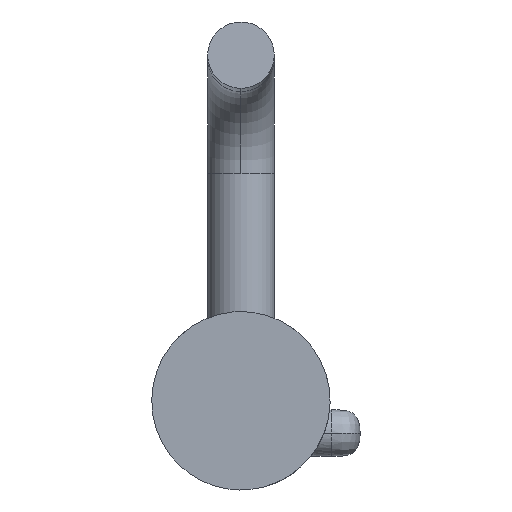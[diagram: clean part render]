
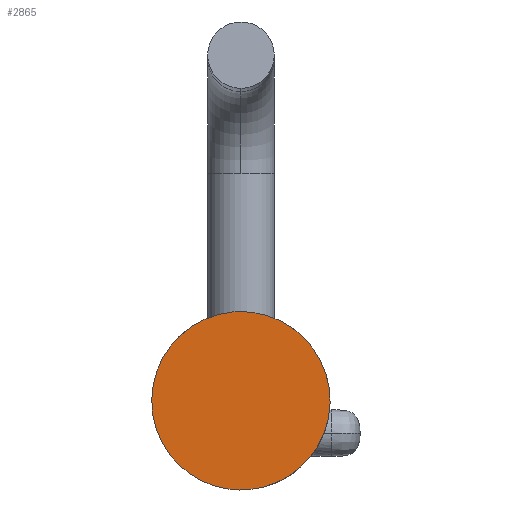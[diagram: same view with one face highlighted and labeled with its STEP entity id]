
A CAD part, front view. The second image highlights one B-rep face of the part: STEP entity #2865.
In plain terms, the highlighted planar face has unit normal (0, -1, 0).
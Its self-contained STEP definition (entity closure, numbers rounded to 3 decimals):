
#6 = CARTESIAN_POINT ( 'NONE',  ( -2.916, 0., -30.623 ) ) ;
#31 = CARTESIAN_POINT ( 'NONE',  ( 28.86, 0., -17.233 ) ) ;
#213 = VERTEX_POINT ( 'NONE', #4260 ) ;
#554 = EDGE_CURVE ( 'NONE', #213, #1060, #5042, .T. ) ;
#770 = CARTESIAN_POINT ( 'NONE',  ( -3.758, 0., -30.519 ) ) ;
#1060 = VERTEX_POINT ( 'NONE', #770 ) ;
#1499 = B_SPLINE_CURVE_WITH_KNOTS ( 'NONE', 3,
 ( #4904, #2604, #1675, #4459, #5812, #3560, #1755, #2155, #4868, #2189 ),
 .UNSPECIFIED., .F., .F.,
 ( 4, 1, 1, 1, 1, 2, 4 ),
 ( 0., 0.002, 0.005, 0.007, 0.01, 0.048, 0.096 ),
 .UNSPECIFIED. ) ;
#1675 = CARTESIAN_POINT ( 'NONE',  ( -6.26, 0., -30.142 ) ) ;
#1730 = DIRECTION ( 'NONE',  ( 0., 1., 0. ) ) ;
#1755 = CARTESIAN_POINT ( 'NONE',  ( -32.179, 0., -9.717 ) ) ;
#1889 = CARTESIAN_POINT ( 'NONE',  ( 3.69, 0., -30.566 ) ) ;
#2155 = CARTESIAN_POINT ( 'NONE',  ( -28.445, 0., 20.602 ) ) ;
#2189 = CARTESIAN_POINT ( 'NONE',  ( 3.758, 0., 30.519 ) ) ;
#2275 = CARTESIAN_POINT ( 'NONE',  ( -1.239, 0., -30.76 ) ) ;
#2297 = CARTESIAN_POINT ( 'NONE',  ( 20.602, 0., 28.445 ) ) ;
#2408 = ORIENTED_EDGE ( 'NONE', *, *, #5554, .F. ) ;
#2604 = CARTESIAN_POINT ( 'NONE',  ( -4.6, 0., -30.416 ) ) ;
#2750 = CARTESIAN_POINT ( 'NONE',  ( 32.594, 0., 13.086 ) ) ;
#2806 = AXIS2_PLACEMENT_3D ( 'NONE', #4453, #1730, #4920 ) ;
#2865 = ADVANCED_FACE ( 'NONE', ( #5447 ), #3482, .F. ) ;
#3122 = EDGE_LOOP ( 'NONE', ( #2408, #5072 ) ) ;
#3482 = PLANE ( 'NONE',  #2806 ) ;
#3560 = CARTESIAN_POINT ( 'NONE',  ( -24.377, 0., -23.025 ) ) ;
#4191 = CARTESIAN_POINT ( 'NONE',  ( 1.245, 0., -30.762 ) ) ;
#4260 = CARTESIAN_POINT ( 'NONE',  ( 3.758, 0., 30.519 ) ) ;
#4453 = CARTESIAN_POINT ( 'NONE',  ( 0., 0., 0. ) ) ;
#4459 = CARTESIAN_POINT ( 'NONE',  ( -8.671, 0., -29.541 ) ) ;
#4587 = CARTESIAN_POINT ( 'NONE',  ( 3.758, 0., 30.519 ) ) ;
#4868 = CARTESIAN_POINT ( 'NONE',  ( -13.086, 0., 32.594 ) ) ;
#4904 = CARTESIAN_POINT ( 'NONE',  ( -3.758, 0., -30.519 ) ) ;
#4920 = DIRECTION ( 'NONE',  ( 0., 0., -1. ) ) ;
#5042 = B_SPLINE_CURVE_WITH_KNOTS ( 'NONE', 3,
 ( #4587, #2297, #2750, #31, #5550, #1889, #4191, #2275, #6, #5077 ),
 .UNSPECIFIED., .F., .F.,
 ( 4, 2, 1, 1, 1, 1, 4 ),
 ( 0.096, 0.144, 0.182, 0.185, 0.187, 0.189, 0.192 ),
 .UNSPECIFIED. ) ;
#5072 = ORIENTED_EDGE ( 'NONE', *, *, #554, .F. ) ;
#5077 = CARTESIAN_POINT ( 'NONE',  ( -3.758, 0., -30.519 ) ) ;
#5447 = FACE_OUTER_BOUND ( 'NONE', #3122, .T. ) ;
#5550 = CARTESIAN_POINT ( 'NONE',  ( 18.063, 0., -28.251 ) ) ;
#5554 = EDGE_CURVE ( 'NONE', #1060, #213, #1499, .T. ) ;
#5812 = CARTESIAN_POINT ( 'NONE',  ( -10.995, 0., -28.758 ) ) ;
